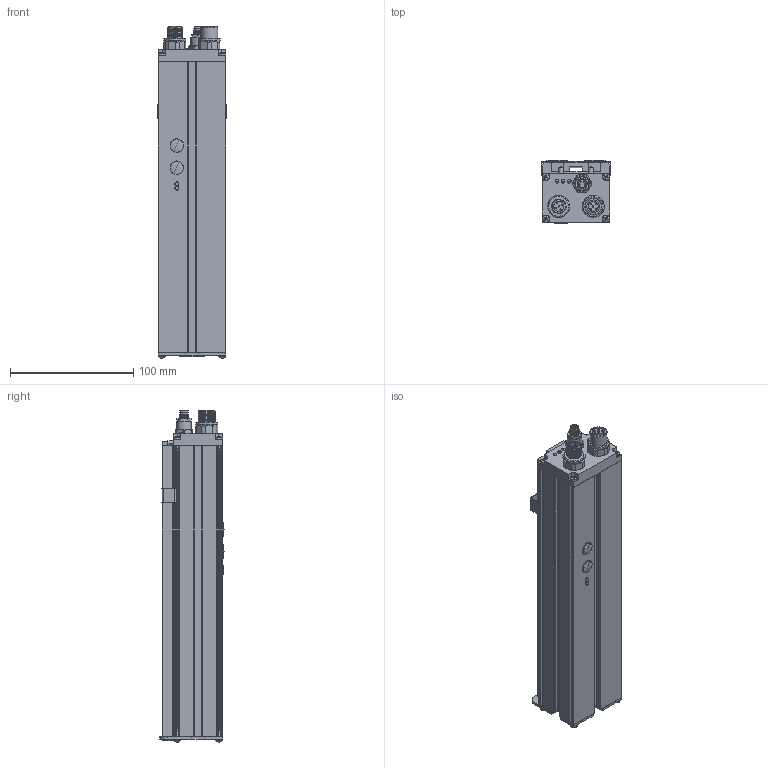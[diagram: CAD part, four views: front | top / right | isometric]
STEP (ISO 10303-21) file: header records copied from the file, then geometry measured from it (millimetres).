
FILE_DESCRIPTION (( 'STEP AP214' ), '1' );
FILE_NAME ('LIMAX2_xxx_PNO_neu.STEP', '2015-07-29T19:26:37', ( ' ' ), ( ' ' ), 'SwSTEP 2.0', 'SolidWorks 2009', '' );
FILE_SCHEMA (( 'AUTOMOTIVE_DESIGN' ));
Length unit declared in the file: millimetre
Products named in the file (13): LIMAX2_xxx_PNO_neu; 09_44_00_002_Fuehrung_LIMAX2~0; 09_44_00_003_Deckel_GS_LIMAX2~0; 09_28_00_001_Sensorprofil_LIMAX~0; LIMAX2_PNO_Deckel; 09_44_00_007_Klammer_LIMAX~0; Sheet Metal Screws_DIN_Tapping screw DIN 7049-ST2.9x9.5-C-H-N; LIMAX2_PNO_Anschlagstift; LIMAX2_PNO_Stecker_1; LIMAX2_PNO_Stecker_2; LIMAX2_PNO_Abdeckkappe; LIMAX2_PNO_LED; LIMAX2_PNO_Stecker_3
Assembly tree (22 placements, depth 2):
  LIMAX2_xxx_PNO_neu
    Sheet Metal Screws_DIN_Tapping screw DIN 7049-ST2.9x9.5-C-H-N  x8
    09_44_00_002_Fuehrung_LIMAX2~0
    LIMAX2_PNO_Abdeckkappe  x2
    LIMAX2_PNO_Deckel
    LIMAX2_PNO_Anschlagstift  x2
    09_44_00_003_Deckel_GS_LIMAX2~0
    09_44_00_007_Klammer_LIMAX~0
    LIMAX2_PNO_Stecker_2
    LIMAX2_PNO_Stecker_1
    LIMAX2_PNO_Stecker_3
    LIMAX2_PNO_LED  x2
    09_28_00_001_Sensorprofil_LIMAX~0
Bounding box: 56.78 x 52.01 x 269.36 mm (x, y, z)
Volume: 213959.1 mm3; surface area: 189835.8 mm2
Topology: 27 solids, 27 shells, 1057 faces, 2750 edges, 1777 vertices
Faces by surface type: plane 501, cylinder 382, cone 118, torus 30, sphere 26
Entity records: 27448 total; most frequent: CARTESIAN_POINT 4886, DIRECTION 4474, ORIENTED_EDGE 4200, EDGE_CURVE 2100, AXIS2_PLACEMENT_3D 1657, VERTEX_POINT 1365, VECTOR 1160, LINE 1160
